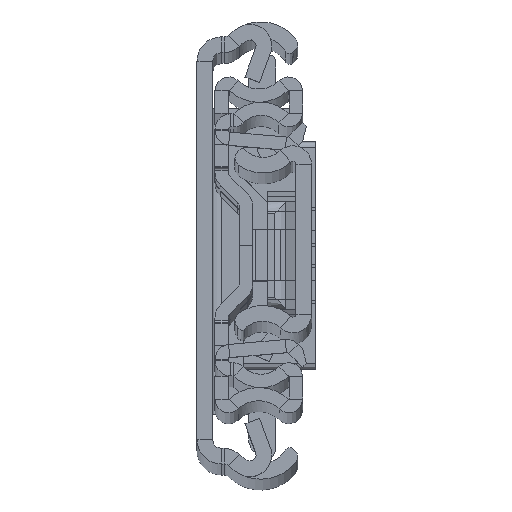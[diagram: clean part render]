
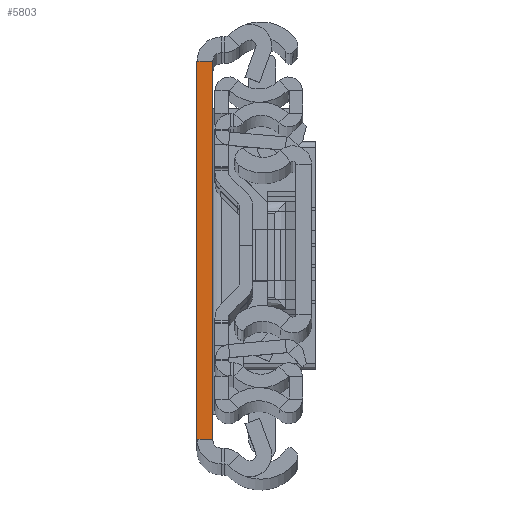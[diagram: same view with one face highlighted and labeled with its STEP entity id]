
A CAD part, top view. The second image highlights one B-rep face of the part: STEP entity #5803.
In plain terms, the highlighted planar face has unit normal (0, 0, 1).
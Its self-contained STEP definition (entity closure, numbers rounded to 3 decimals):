
#1369 = CARTESIAN_POINT ( 'NONE',  ( 2.6, -31.5, 0. ) ) ;
#2499 = CARTESIAN_POINT ( 'NONE',  ( 0., 31.5, 0. ) ) ;
#2574 = ORIENTED_EDGE ( 'NONE', *, *, #7242, .T. ) ;
#2607 = CARTESIAN_POINT ( 'NONE',  ( 0., -31.5, 0. ) ) ;
#4022 = DIRECTION ( 'NONE',  ( 1., 0., 0. ) ) ;
#4478 = FACE_OUTER_BOUND ( 'NONE', #8072, .T. ) ;
#4571 = DIRECTION ( 'NONE',  ( 0., 0., -1. ) ) ;
#4887 = CARTESIAN_POINT ( 'NONE',  ( 2.6, 31.5, 0. ) ) ;
#4989 = ORIENTED_EDGE ( 'NONE', *, *, #16651, .T. ) ;
#5576 = EDGE_CURVE ( 'NONE', #14717, #6678, #9098, .T. ) ;
#5803 = ADVANCED_FACE ( 'NONE', ( #4478 ), #11607, .F. ) ;
#5938 = VECTOR ( 'NONE', #11921, 1000. ) ;
#6678 = VERTEX_POINT ( 'NONE', #4887 ) ;
#7242 = EDGE_CURVE ( 'NONE', #12224, #7601, #9523, .T. ) ;
#7359 = DIRECTION ( 'NONE',  ( 0., 1., 0. ) ) ;
#7507 = CARTESIAN_POINT ( 'NONE',  ( 2.6, -31.5, 0. ) ) ;
#7601 = VERTEX_POINT ( 'NONE', #1369 ) ;
#7908 = EDGE_CURVE ( 'NONE', #12224, #14717, #15807, .T. ) ;
#8072 = EDGE_LOOP ( 'NONE', ( #15380, #17727, #2574, #4989 ) ) ;
#9098 = LINE ( 'NONE', #11983, #11309 ) ;
#9141 = DIRECTION ( 'NONE',  ( 0., 1., 0. ) ) ;
#9523 = LINE ( 'NONE', #9692, #10228 ) ;
#9692 = CARTESIAN_POINT ( 'NONE',  ( 2.6, -31.5, 0. ) ) ;
#10228 = VECTOR ( 'NONE', #4022, 1000. ) ;
#11309 = VECTOR ( 'NONE', #17585, 1000. ) ;
#11607 = PLANE ( 'NONE',  #13376 ) ;
#11921 = DIRECTION ( 'NONE',  ( 0., 1., 0. ) ) ;
#11983 = CARTESIAN_POINT ( 'NONE',  ( 2.6, 31.5, 0. ) ) ;
#12224 = VERTEX_POINT ( 'NONE', #2607 ) ;
#13282 = LINE ( 'NONE', #7507, #16075 ) ;
#13376 = AXIS2_PLACEMENT_3D ( 'NONE', #15655, #4571, #7359 ) ;
#14714 = CARTESIAN_POINT ( 'NONE',  ( 0., -31.5, 0. ) ) ;
#14717 = VERTEX_POINT ( 'NONE', #2499 ) ;
#15380 = ORIENTED_EDGE ( 'NONE', *, *, #5576, .F. ) ;
#15655 = CARTESIAN_POINT ( 'NONE',  ( 2.6, -31.5, 0. ) ) ;
#15807 = LINE ( 'NONE', #14714, #5938 ) ;
#16075 = VECTOR ( 'NONE', #9141, 1000. ) ;
#16651 = EDGE_CURVE ( 'NONE', #7601, #6678, #13282, .T. ) ;
#17585 = DIRECTION ( 'NONE',  ( 1., 0., 0. ) ) ;
#17727 = ORIENTED_EDGE ( 'NONE', *, *, #7908, .F. ) ;
